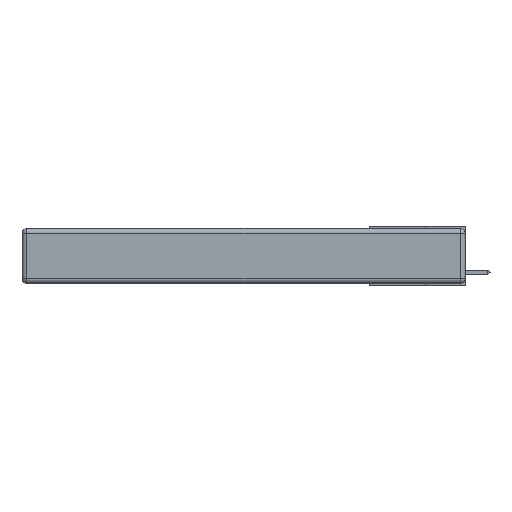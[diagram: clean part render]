
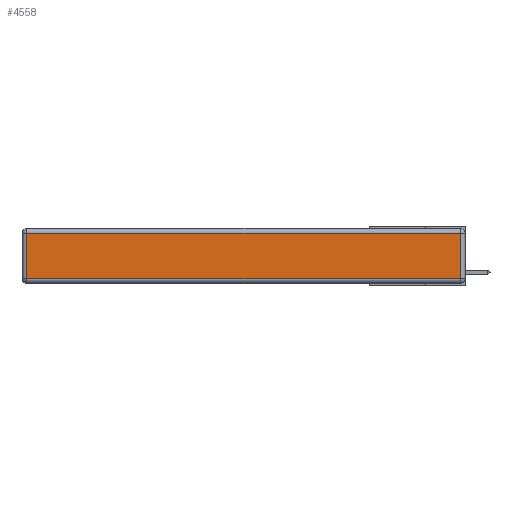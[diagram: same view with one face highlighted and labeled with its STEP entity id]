
A CAD part, left-side view. The second image highlights one B-rep face of the part: STEP entity #4558.
In plain terms, the highlighted planar face has unit normal (-1, 0, 0).
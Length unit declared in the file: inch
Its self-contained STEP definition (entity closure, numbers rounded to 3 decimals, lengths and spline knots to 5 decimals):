
#63 = ORIENTED_EDGE ( 'NONE', *, *, #14248, .T. ) ;
#137 = DIRECTION ( 'NONE',  ( -1., 0., 0. ) ) ;
#263 = VECTOR ( 'NONE', #8719, 39.37008 ) ;
#616 = LINE ( 'NONE', #6402, #263 ) ;
#1612 = CARTESIAN_POINT ( 'NONE',  ( 0., 0.03, -0.343 ) ) ;
#1869 = EDGE_CURVE ( 'NONE', #7362, #2766, #8133, .T. ) ;
#1977 = VECTOR ( 'NONE', #9905, 39.37008 ) ;
#2285 = AXIS2_PLACEMENT_3D ( 'NONE', #3722, #137, #11696 ) ;
#2714 = CARTESIAN_POINT ( 'NONE',  ( 0., 2.72, -0.03 ) ) ;
#2766 = VERTEX_POINT ( 'NONE', #13594 ) ;
#2870 = ORIENTED_EDGE ( 'NONE', *, *, #10940, .T. ) ;
#3268 = VECTOR ( 'NONE', #12073, 39.37008 ) ;
#3722 = CARTESIAN_POINT ( 'NONE',  ( 0., 0., -0.343 ) ) ;
#4558 = ADVANCED_FACE ( 'NONE', ( #8628 ), #10626, .T. ) ;
#4649 = VERTEX_POINT ( 'NONE', #2714 ) ;
#4859 = VECTOR ( 'NONE', #14588, 39.37008 ) ;
#5280 = EDGE_CURVE ( 'NONE', #4649, #7362, #12260, .T. ) ;
#6402 = CARTESIAN_POINT ( 'NONE',  ( 0., 2.75, -0.03 ) ) ;
#7362 = VERTEX_POINT ( 'NONE', #13595 ) ;
#7575 = CARTESIAN_POINT ( 'NONE',  ( 0., 0., -0.313 ) ) ;
#7885 = VERTEX_POINT ( 'NONE', #11372 ) ;
#8133 = LINE ( 'NONE', #7575, #1977 ) ;
#8628 = FACE_OUTER_BOUND ( 'NONE', #10375, .T. ) ;
#8719 = DIRECTION ( 'NONE',  ( 0., 1., 0. ) ) ;
#9905 = DIRECTION ( 'NONE',  ( 0., -1., 0. ) ) ;
#10375 = EDGE_LOOP ( 'NONE', ( #14806, #2870, #63, #13794 ) ) ;
#10626 = PLANE ( 'NONE',  #2285 ) ;
#10940 = EDGE_CURVE ( 'NONE', #2766, #7885, #12100, .T. ) ;
#11081 = CARTESIAN_POINT ( 'NONE',  ( 0., 2.72, -0.343 ) ) ;
#11372 = CARTESIAN_POINT ( 'NONE',  ( 0., 0.03, -0.03 ) ) ;
#11696 = DIRECTION ( 'NONE',  ( 0., 0., 1. ) ) ;
#12073 = DIRECTION ( 'NONE',  ( 0., 0., 1. ) ) ;
#12100 = LINE ( 'NONE', #1612, #3268 ) ;
#12260 = LINE ( 'NONE', #11081, #4859 ) ;
#13594 = CARTESIAN_POINT ( 'NONE',  ( 0., 0.03, -0.313 ) ) ;
#13595 = CARTESIAN_POINT ( 'NONE',  ( 0., 2.72, -0.313 ) ) ;
#13794 = ORIENTED_EDGE ( 'NONE', *, *, #5280, .T. ) ;
#14248 = EDGE_CURVE ( 'NONE', #7885, #4649, #616, .T. ) ;
#14588 = DIRECTION ( 'NONE',  ( 0., 0., -1. ) ) ;
#14806 = ORIENTED_EDGE ( 'NONE', *, *, #1869, .T. ) ;
